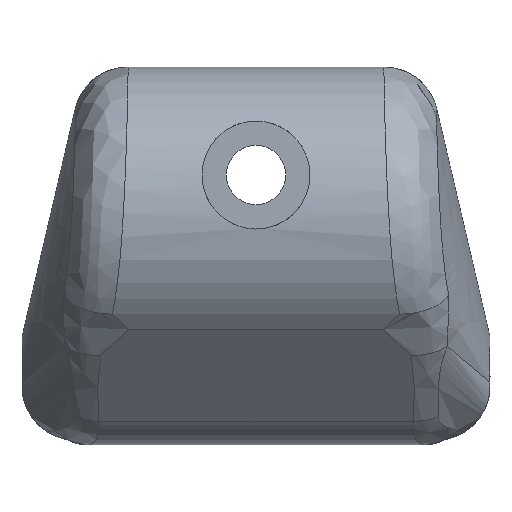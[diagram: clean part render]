
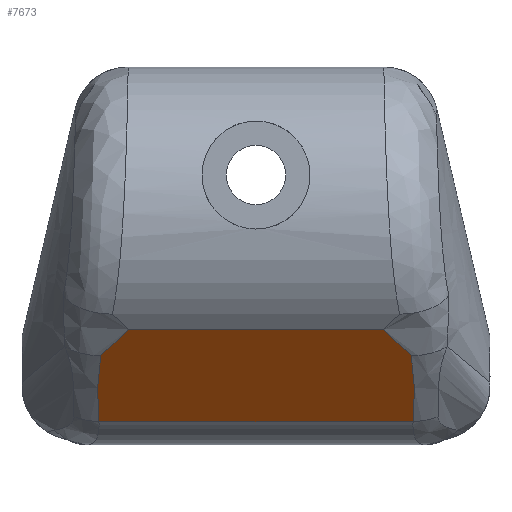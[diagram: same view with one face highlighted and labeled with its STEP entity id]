
A CAD part, left-side view. The second image highlights one B-rep face of the part: STEP entity #7673.
In plain terms, the highlighted planar face has unit normal (-0.737, 0, -0.676).
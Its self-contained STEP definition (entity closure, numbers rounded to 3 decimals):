
#6075 = VERTEX_POINT('',#6076);
#6076 = CARTESIAN_POINT('',(-8.49,-8.729,
    -3.622));
#6102 = EDGE_CURVE('',#6075,#6103,#6105,.T.);
#6103 = VERTEX_POINT('',#6104);
#6104 = CARTESIAN_POINT('',(-8.49,8.729,
    -3.622));
#6105 = LINE('',#6106,#6107);
#6106 = CARTESIAN_POINT('',(-8.49,0.,-3.622)
  );
#6107 = VECTOR('',#6108,1.);
#6108 = DIRECTION('',(0.,1.,0.));
#6564 = VERTEX_POINT('',#6565);
#6565 = CARTESIAN_POINT('',(-11.839,8.631,
    0.032));
#6571 = EDGE_CURVE('',#6564,#6572,#6574,.T.);
#6572 = VERTEX_POINT('',#6573);
#6573 = CARTESIAN_POINT('',(-13.175,7.095,
    1.49));
#6574 = B_SPLINE_CURVE_WITH_KNOTS('',3,(#6575,#6576,#6577,#6578),
  .UNSPECIFIED.,.F.,.F.,(4,4),(0.,0.641),
  .PIECEWISE_BEZIER_KNOTS.);
#6575 = CARTESIAN_POINT('',(-11.839,8.631,
    0.032));
#6576 = CARTESIAN_POINT('',(-12.289,8.537,
    0.523));
#6577 = CARTESIAN_POINT('',(-12.733,8.372,
    1.007));
#6578 = CARTESIAN_POINT('',(-13.175,8.218,
    1.49));
#7067 = VERTEX_POINT('',#7068);
#7068 = CARTESIAN_POINT('',(-11.839,-8.631,
    0.032));
#7074 = EDGE_CURVE('',#7067,#7075,#7077,.T.);
#7075 = VERTEX_POINT('',#7076);
#7076 = CARTESIAN_POINT('',(-13.175,-7.095,
    1.49));
#7077 = B_SPLINE_CURVE_WITH_KNOTS('',3,(#7078,#7079,#7080,#7081),
  .UNSPECIFIED.,.F.,.F.,(4,4),(0.,0.641),
  .PIECEWISE_BEZIER_KNOTS.);
#7078 = CARTESIAN_POINT('',(-11.839,-8.631,
    0.032));
#7079 = CARTESIAN_POINT('',(-12.289,-8.537,
    0.523));
#7080 = CARTESIAN_POINT('',(-12.733,-8.372,
    1.007));
#7081 = CARTESIAN_POINT('',(-13.175,-8.218,
    1.49));
#7356 = EDGE_CURVE('',#6572,#7075,#7357,.T.);
#7357 = LINE('',#7358,#7359);
#7358 = CARTESIAN_POINT('',(-13.175,-9.,1.49));
#7359 = VECTOR('',#7360,1.);
#7360 = DIRECTION('',(0.,-1.,0.));
#7673 = ADVANCED_FACE('',(#7674),#7744,.T.);
#7674 = FACE_BOUND('',#7675,.T.);
#7675 = EDGE_LOOP('',(#7676,#7677,#7709,#7710,#7711,#7712));
#7676 = ORIENTED_EDGE('',*,*,#6102,.F.);
#7677 = ORIENTED_EDGE('',*,*,#7678,.T.);
#7678 = EDGE_CURVE('',#6075,#7067,#7679,.T.);
#7679 = ( BOUNDED_CURVE() B_SPLINE_CURVE(10,(#7680,#7681,#7682,#7683,
    #7684,#7685,#7686,#7687,#7688,#7689,#7690,#7691,#7692,#7693,#7694,
    #7695,#7696,#7697,#7698,#7699,#7700,#7701,#7702,#7703,#7704,#7705,
#7706,#7707,#7708),.UNSPECIFIED.,.F.,.F.) B_SPLINE_CURVE_WITH_KNOTS((11,
    9,9,11),(2.12,5.62,7.37,9.12
),.UNSPECIFIED.) CURVE() GEOMETRIC_REPRESENTATION_ITEM() 
RATIONAL_B_SPLINE_CURVE((1.,1.,1.,1.,1.,1.,1.,1.,1.,1.,1.,1.,1.,1.,1.,1.
,1.,1.,1.,1.,1.,1.,1.,1.,1.,1.,1.,1.,1.)) REPRESENTATION_ITEM('') );
#7680 = CARTESIAN_POINT('',(-8.49,-8.729,
    -3.622));
#7681 = CARTESIAN_POINT('',(-8.737,-8.752,
    -3.354));
#7682 = CARTESIAN_POINT('',(-8.976,-8.772,
    -3.093));
#7683 = CARTESIAN_POINT('',(-9.212,-8.789,
    -2.835));
#7684 = CARTESIAN_POINT('',(-9.446,-8.802,
    -2.58));
#7685 = CARTESIAN_POINT('',(-9.679,-8.81,
    -2.325));
#7686 = CARTESIAN_POINT('',(-9.912,-8.813,
    -2.071));
#7687 = CARTESIAN_POINT('',(-10.144,-8.811,
    -1.818));
#7688 = CARTESIAN_POINT('',(-10.377,-8.804,
    -1.564));
#7689 = CARTESIAN_POINT('',(-10.61,-8.791,
    -1.31));
#7690 = CARTESIAN_POINT('',(-10.959,-8.763,
    -0.929));
#7691 = CARTESIAN_POINT('',(-11.075,-8.752,
    -0.801));
#7692 = CARTESIAN_POINT('',(-11.192,-8.739,
    -0.674));
#7693 = CARTESIAN_POINT('',(-11.309,-8.724,
    -0.547));
#7694 = CARTESIAN_POINT('',(-11.425,-8.708,
    -0.42));
#7695 = CARTESIAN_POINT('',(-11.542,-8.689,
    -0.293));
#7696 = CARTESIAN_POINT('',(-11.658,-8.669,
    -0.165));
#7697 = CARTESIAN_POINT('',(-11.775,-8.646,
    -0.038));
#7698 = CARTESIAN_POINT('',(-11.892,-8.621,
    0.089));
#7699 = CARTESIAN_POINT('',(-12.125,-8.567,
    0.344));
#7700 = CARTESIAN_POINT('',(-12.242,-8.538,
    0.471));
#7701 = CARTESIAN_POINT('',(-12.358,-8.508,
    0.599));
#7702 = CARTESIAN_POINT('',(-12.475,-8.477,
    0.726));
#7703 = CARTESIAN_POINT('',(-12.592,-8.447,
    0.853));
#7704 = CARTESIAN_POINT('',(-12.709,-8.416,
    0.981));
#7705 = CARTESIAN_POINT('',(-12.825,-8.387,
    1.108));
#7706 = CARTESIAN_POINT('',(-12.942,-8.358,
    1.236));
#7707 = CARTESIAN_POINT('',(-13.059,-8.329,
    1.363));
#7708 = CARTESIAN_POINT('',(-13.175,-8.302,
    1.49));
#7709 = ORIENTED_EDGE('',*,*,#7074,.T.);
#7710 = ORIENTED_EDGE('',*,*,#7356,.F.);
#7711 = ORIENTED_EDGE('',*,*,#6571,.F.);
#7712 = ORIENTED_EDGE('',*,*,#7713,.F.);
#7713 = EDGE_CURVE('',#6103,#6564,#7714,.T.);
#7714 = ( BOUNDED_CURVE() B_SPLINE_CURVE(10,(#7715,#7716,#7717,#7718,
    #7719,#7720,#7721,#7722,#7723,#7724,#7725,#7726,#7727,#7728,#7729,
    #7730,#7731,#7732,#7733,#7734,#7735,#7736,#7737,#7738,#7739,#7740,
#7741,#7742,#7743),.UNSPECIFIED.,.F.,.F.) B_SPLINE_CURVE_WITH_KNOTS((11,
    9,9,11),(2.12,5.62,7.37,9.12
),.UNSPECIFIED.) CURVE() GEOMETRIC_REPRESENTATION_ITEM() 
RATIONAL_B_SPLINE_CURVE((1.,1.,1.,1.,1.,1.,1.,1.,1.,1.,1.,1.,1.,1.,1.,1.
,1.,1.,1.,1.,1.,1.,1.,1.,1.,1.,1.,1.,1.)) REPRESENTATION_ITEM('') );
#7715 = CARTESIAN_POINT('',(-8.49,8.729,
    -3.622));
#7716 = CARTESIAN_POINT('',(-8.737,8.752,
    -3.354));
#7717 = CARTESIAN_POINT('',(-8.976,8.772,
    -3.093));
#7718 = CARTESIAN_POINT('',(-9.212,8.789,
    -2.835));
#7719 = CARTESIAN_POINT('',(-9.446,8.802,
    -2.58));
#7720 = CARTESIAN_POINT('',(-9.679,8.81,
    -2.325));
#7721 = CARTESIAN_POINT('',(-9.912,8.813,
    -2.071));
#7722 = CARTESIAN_POINT('',(-10.144,8.811,
    -1.818));
#7723 = CARTESIAN_POINT('',(-10.377,8.804,
    -1.564));
#7724 = CARTESIAN_POINT('',(-10.61,8.791,
    -1.31));
#7725 = CARTESIAN_POINT('',(-10.959,8.763,
    -0.929));
#7726 = CARTESIAN_POINT('',(-11.075,8.752,
    -0.801));
#7727 = CARTESIAN_POINT('',(-11.192,8.739,
    -0.674));
#7728 = CARTESIAN_POINT('',(-11.309,8.724,
    -0.547));
#7729 = CARTESIAN_POINT('',(-11.425,8.708,
    -0.42));
#7730 = CARTESIAN_POINT('',(-11.542,8.689,
    -0.293));
#7731 = CARTESIAN_POINT('',(-11.658,8.669,
    -0.165));
#7732 = CARTESIAN_POINT('',(-11.775,8.646,
    -0.038));
#7733 = CARTESIAN_POINT('',(-11.892,8.621,
    0.089));
#7734 = CARTESIAN_POINT('',(-12.125,8.567,
    0.344));
#7735 = CARTESIAN_POINT('',(-12.242,8.538,
    0.471));
#7736 = CARTESIAN_POINT('',(-12.358,8.508,0.599
    ));
#7737 = CARTESIAN_POINT('',(-12.475,8.477,0.726
    ));
#7738 = CARTESIAN_POINT('',(-12.592,8.447,
    0.853));
#7739 = CARTESIAN_POINT('',(-12.709,8.416,
    0.981));
#7740 = CARTESIAN_POINT('',(-12.825,8.387,
    1.108));
#7741 = CARTESIAN_POINT('',(-12.942,8.358,
    1.236));
#7742 = CARTESIAN_POINT('',(-13.059,8.329,
    1.363));
#7743 = CARTESIAN_POINT('',(-13.175,8.302,
    1.49));
#7744 = PLANE('',#7745);
#7745 = AXIS2_PLACEMENT_3D('',#7746,#7747,#7748);
#7746 = CARTESIAN_POINT('',(-10.669,0.,-1.245));
#7747 = DIRECTION('',(-0.737,-0.,-0.676));
#7748 = DIRECTION('',(0.676,0.,-0.737));
